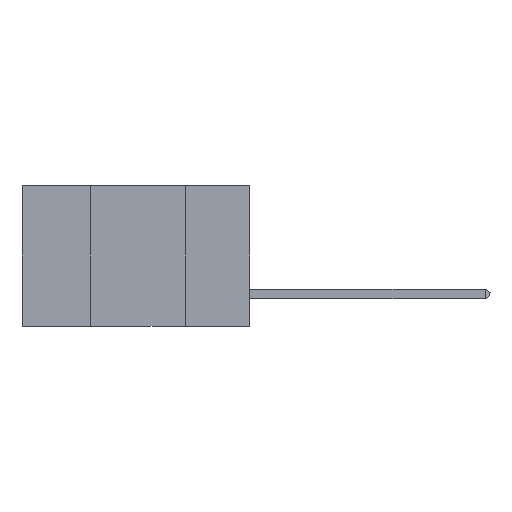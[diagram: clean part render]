
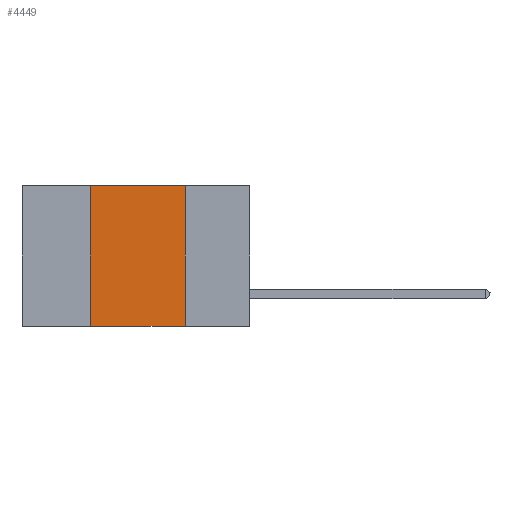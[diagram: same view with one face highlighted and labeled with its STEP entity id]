
A CAD part, left-side view. The second image highlights one B-rep face of the part: STEP entity #4449.
In plain terms, the highlighted planar face has unit normal (-1, 0, 0).
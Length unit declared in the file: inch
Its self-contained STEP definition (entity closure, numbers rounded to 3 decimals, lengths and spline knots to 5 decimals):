
#157 = CARTESIAN_POINT ( 'NONE',  ( 0., 0.6, 0. ) ) ;
#169 = LINE ( 'NONE', #3280, #2909 ) ;
#485 = ORIENTED_EDGE ( 'NONE', *, *, #2899, .F. ) ;
#1147 = EDGE_CURVE ( 'NONE', #10608, #1809, #169, .T. ) ;
#1410 = DIRECTION ( 'NONE',  ( 0., -1., 0. ) ) ;
#1809 = VERTEX_POINT ( 'NONE', #7658 ) ;
#1894 = CARTESIAN_POINT ( 'NONE',  ( 0., 0.17, 0. ) ) ;
#2250 = VECTOR ( 'NONE', #5083, 39.37008 ) ;
#2584 = VECTOR ( 'NONE', #1410, 39.37008 ) ;
#2899 = EDGE_CURVE ( 'NONE', #10608, #8421, #11723, .T. ) ;
#2909 = VECTOR ( 'NONE', #7112, 39.37008 ) ;
#2938 = DIRECTION ( 'NONE',  ( 1., 0., 0. ) ) ;
#2986 = PLANE ( 'NONE',  #11866 ) ;
#3280 = CARTESIAN_POINT ( 'NONE',  ( 0., 0.6, -0.37 ) ) ;
#4386 = CARTESIAN_POINT ( 'NONE',  ( 0., 0.42, 0. ) ) ;
#4449 = ADVANCED_FACE ( 'NONE', ( #6548 ), #2986, .F. ) ;
#5083 = DIRECTION ( 'NONE',  ( 0., 0., -1. ) ) ;
#5291 = DIRECTION ( 'NONE',  ( 0., 0., 1. ) ) ;
#5631 = EDGE_CURVE ( 'NONE', #8421, #7046, #8384, .T. ) ;
#6548 = FACE_OUTER_BOUND ( 'NONE', #8324, .T. ) ;
#7036 = ORIENTED_EDGE ( 'NONE', *, *, #7829, .F. ) ;
#7046 = VERTEX_POINT ( 'NONE', #9871 ) ;
#7112 = DIRECTION ( 'NONE',  ( 0., -1., 0. ) ) ;
#7658 = CARTESIAN_POINT ( 'NONE',  ( 0., 0.17, -0.37 ) ) ;
#7829 = EDGE_CURVE ( 'NONE', #7046, #1809, #9656, .T. ) ;
#8324 = EDGE_LOOP ( 'NONE', ( #7036, #9101, #485, #9292 ) ) ;
#8384 = LINE ( 'NONE', #9810, #2584 ) ;
#8421 = VERTEX_POINT ( 'NONE', #9118 ) ;
#8699 = CARTESIAN_POINT ( 'NONE',  ( 0., 0.42, -0.37 ) ) ;
#9101 = ORIENTED_EDGE ( 'NONE', *, *, #5631, .F. ) ;
#9118 = CARTESIAN_POINT ( 'NONE',  ( 0., 0.42, 0. ) ) ;
#9292 = ORIENTED_EDGE ( 'NONE', *, *, #1147, .T. ) ;
#9399 = VECTOR ( 'NONE', #5291, 39.37008 ) ;
#9656 = LINE ( 'NONE', #1894, #2250 ) ;
#9810 = CARTESIAN_POINT ( 'NONE',  ( 0., 0.6, 0. ) ) ;
#9871 = CARTESIAN_POINT ( 'NONE',  ( 0., 0.17, 0. ) ) ;
#10608 = VERTEX_POINT ( 'NONE', #8699 ) ;
#11284 = DIRECTION ( 'NONE',  ( 0., 0., -1. ) ) ;
#11723 = LINE ( 'NONE', #4386, #9399 ) ;
#11866 = AXIS2_PLACEMENT_3D ( 'NONE', #157, #2938, #11284 ) ;
